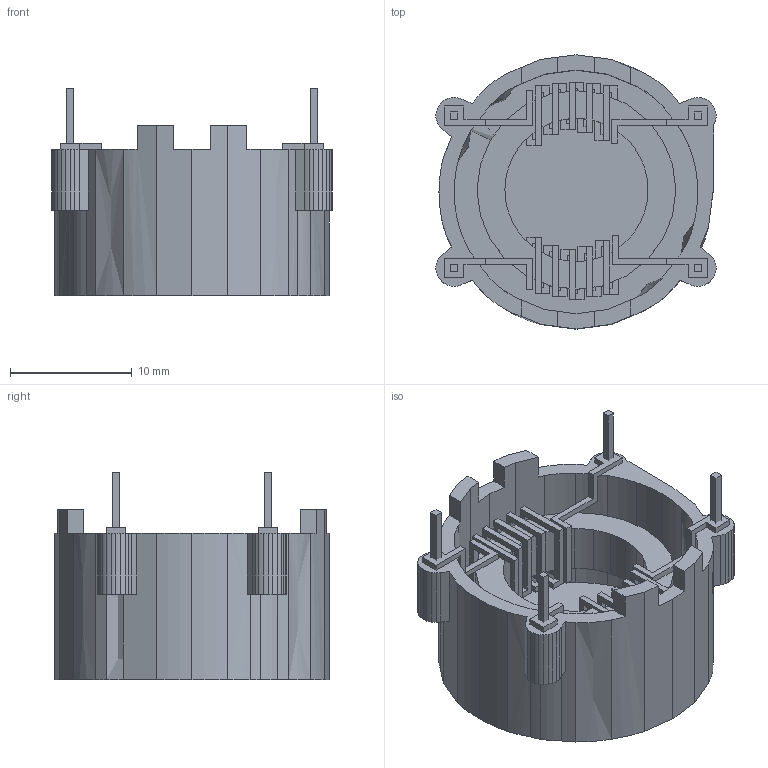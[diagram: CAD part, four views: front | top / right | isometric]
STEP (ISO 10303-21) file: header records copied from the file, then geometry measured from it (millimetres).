
FILE_DESCRIPTION(('FreeCAD Model'),'2;1');
FILE_NAME('X02H.stp', '2014-07-08T12:43:13',('FreeCAD'),('FreeCAD'), 'Open CASCADE STEP processor 6.3','FreeCAD','Unknown');
FILE_SCHEMA(('AUTOMOTIVE_DESIGN_CC2 { 1 2 10303 214 -1 1 5 4 }'));
Length unit declared in the file: millimetre
Products named in the file (6): X02H; X02H005; X02H003; X02H002; X02H004; X02H001
Bounding box: 23 x 22.5 x 17 mm (x, y, z)
Volume: 1897.1 mm3; surface area: 3661.8 mm2
Topology: 6 solids, 6 shells, 730 faces, 2127 edges, 1413 vertices
Faces by surface type: plane 644, cylinder 69, cone 17
Entity records: 55477 total; most frequent: CARTESIAN_POINT 13505, DIRECTION 7561, LINE 5559, VECTOR 5559, ORIENTED_EDGE 4254, PCURVE 4254, DEFINITIONAL_REPRESENTATION 4254, EDGE_CURVE 2127
